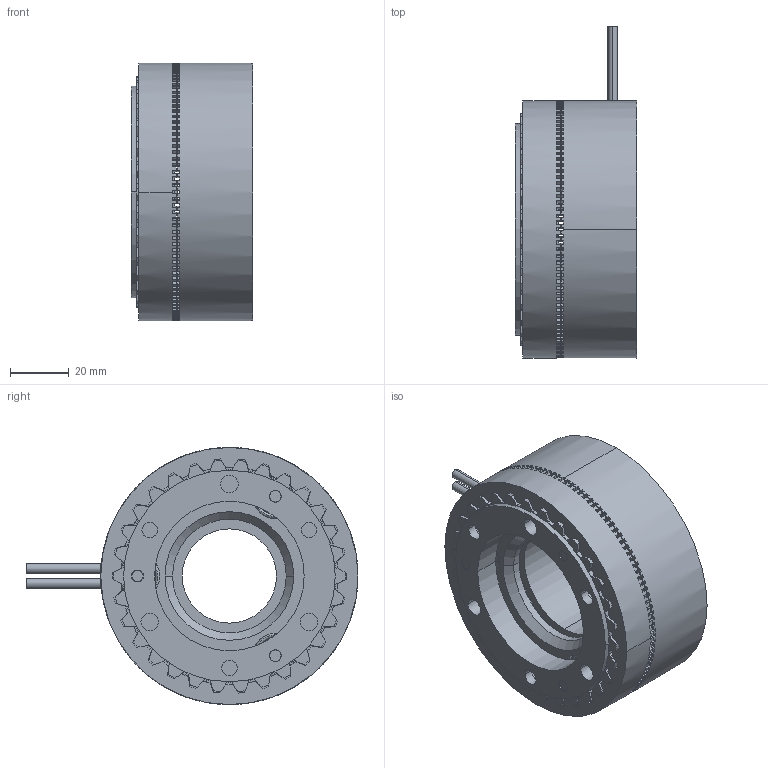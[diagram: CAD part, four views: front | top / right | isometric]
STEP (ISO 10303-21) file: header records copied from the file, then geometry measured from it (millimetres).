
FILE_DESCRIPTION (( 'STEP AP203' ), '1' );
FILE_NAME ('375_METB_WebAssy.STEP', '2017-02-21T18:40:26', ( 'Delete' ), ( 'Hewlett-Packard Company' ), 'SwSTEP 2.0', 'SolidWorks 2017', '' );
FILE_SCHEMA (( 'CONFIG_CONTROL_DESIGN' ));
Products named in the file (1): 375_METB_WebAssy
Bounding box: 41.15 x 112.78 x 87.38 mm (x, y, z)
Volume: 173192.5 mm3; surface area: 52390.6 mm2
Topology: 14 solids, 14 shells, 1749 faces, 4998 edges, 3281 vertices
Faces by surface type: plane 798, cylinder 540, cone 276, bspline 126, sphere 6, torus 3
Entity records: 66947 total; most frequent: CARTESIAN_POINT 20467, ORIENTED_EDGE 9968, DIRECTION 9832, EDGE_CURVE 4984, AXIS2_PLACEMENT_3D 3602, VERTEX_POINT 3281, LINE 2628, VECTOR 2628
